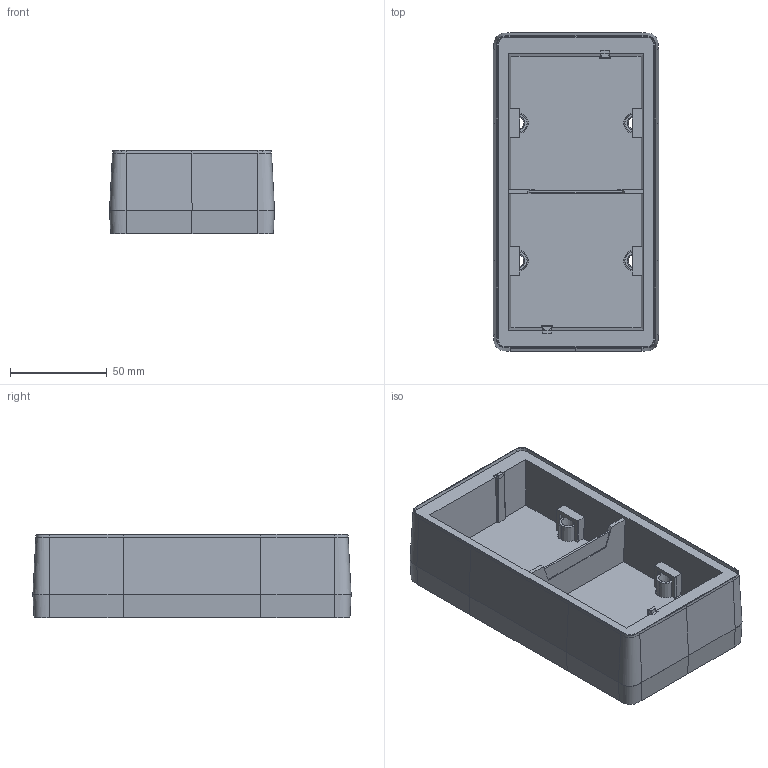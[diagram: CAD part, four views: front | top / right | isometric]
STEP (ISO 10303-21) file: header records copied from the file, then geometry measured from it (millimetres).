
FILE_DESCRIPTION(('CATIA V5 STEP Exchange','CAx-IF Rec.Pracs.--- Model Styling and Organization---1.5--- 2016-08-15','CAx-IF Rec.Pracs.---Supplemental Geometry---1.0---2011-11-01','CAx-IF Rec.Pracs.--- Composite Materials ---1.1---2010-07-15'),'2;1');
FILE_NAME('CB0232_AllCATPart.stp','2023-08-23T09:19:43+00:00',('none'),('none'),'CATIA Version 5-6 Release 2020 SP3','CATIA V5 STEP AP214 v2','none');
FILE_SCHEMA(('AUTOMOTIVE_DESIGN { 1 0 10303 214 1 1 1 1 }'));
Length unit declared in the file: millimetre
Products named in the file (1): CB0232_AllCATPart
Bounding box: 85.1 x 164.1 x 43 mm (x, y, z)
Volume: 117243.3 mm3; surface area: 123925.5 mm2
Topology: 2 solids, 2 shells, 324 faces, 896 edges, 572 vertices
Faces by surface type: plane 184, bspline 62, cone 50, cylinder 28
Entity records: 13979 total; most frequent: CARTESIAN_POINT 6663, ORIENTED_EDGE 1792, DIRECTION 1024, EDGE_CURVE 896, VERTEX_POINT 572, VECTOR 490, LINE 490, EDGE_LOOP 344
